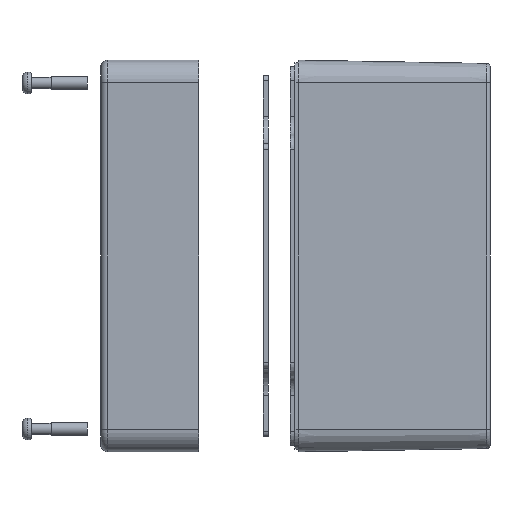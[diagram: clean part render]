
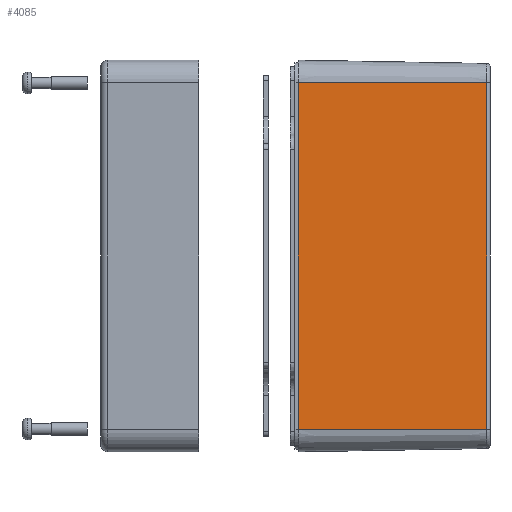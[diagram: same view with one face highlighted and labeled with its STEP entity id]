
A CAD part, left-side view. The second image highlights one B-rep face of the part: STEP entity #4085.
In plain terms, the highlighted planar face has unit normal (-1, -0.018, 0).
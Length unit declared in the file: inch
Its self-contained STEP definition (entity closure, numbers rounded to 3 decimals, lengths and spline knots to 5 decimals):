
#1746 = VERTEX_POINT ( 'NONE', #28775 ) ;
#2018 = CARTESIAN_POINT ( 'NONE',  ( -2.3622, 0., 2.08661 ) ) ;
#2153 = CARTESIAN_POINT ( 'NONE',  ( -2.3622, 0., -2.08661 ) ) ;
#2947 = ORIENTED_EDGE ( 'NONE', *, *, #22974, .T. ) ;
#4085 = ADVANCED_FACE ( 'NONE', ( #26702 ), #25861, .T. ) ;
#4371 = DIRECTION ( 'NONE',  ( -0.017, 1., 0. ) ) ;
#4498 = CARTESIAN_POINT ( 'NONE',  ( -2.32252, -2.27353, 2.08661 ) ) ;
#4506 = DIRECTION ( 'NONE',  ( 0., 0., 1. ) ) ;
#7527 = VECTOR ( 'NONE', #4506, 39.37008 ) ;
#7999 = ORIENTED_EDGE ( 'NONE', *, *, #22501, .F. ) ;
#8719 = VERTEX_POINT ( 'NONE', #11179 ) ;
#8974 = EDGE_CURVE ( 'NONE', #1746, #15654, #10583, .T. ) ;
#9342 = VECTOR ( 'NONE', #4371, 39.37008 ) ;
#10079 = LINE ( 'NONE', #2018, #9342 ) ;
#10583 = LINE ( 'NONE', #28499, #28551 ) ;
#11179 = CARTESIAN_POINT ( 'NONE',  ( -2.3622, 0., -2.08661 ) ) ;
#12743 = ORIENTED_EDGE ( 'NONE', *, *, #27748, .F. ) ;
#13156 = LINE ( 'NONE', #17602, #19382 ) ;
#13749 = LINE ( 'NONE', #2153, #7527 ) ;
#14489 = DIRECTION ( 'NONE',  ( 0., 0., 1. ) ) ;
#15249 = DIRECTION ( 'NONE',  ( -0.017, 1., 0. ) ) ;
#15654 = VERTEX_POINT ( 'NONE', #4498 ) ;
#17271 = EDGE_LOOP ( 'NONE', ( #12743, #28877, #2947, #7999 ) ) ;
#17602 = CARTESIAN_POINT ( 'NONE',  ( -2.3622, 0., -2.08661 ) ) ;
#19382 = VECTOR ( 'NONE', #15249, 39.37008 ) ;
#22501 = EDGE_CURVE ( 'NONE', #8719, #23994, #13749, .T. ) ;
#22974 = EDGE_CURVE ( 'NONE', #15654, #23994, #10079, .T. ) ;
#23994 = VERTEX_POINT ( 'NONE', #24781 ) ;
#24781 = CARTESIAN_POINT ( 'NONE',  ( -2.3622, 0., 2.08661 ) ) ;
#24984 = DIRECTION ( 'NONE',  ( 0.017, -1., 0. ) ) ;
#25053 = DIRECTION ( 'NONE',  ( -1., -0.017, 0. ) ) ;
#25221 = CARTESIAN_POINT ( 'NONE',  ( -2.3622, 0., 0. ) ) ;
#25861 = PLANE ( 'NONE',  #26296 ) ;
#26296 = AXIS2_PLACEMENT_3D ( 'NONE', #25221, #25053, #24984 ) ;
#26702 = FACE_OUTER_BOUND ( 'NONE', #17271, .T. ) ;
#27748 = EDGE_CURVE ( 'NONE', #1746, #8719, #13156, .T. ) ;
#28499 = CARTESIAN_POINT ( 'NONE',  ( -2.32252, -2.27353, 2.08661 ) ) ;
#28551 = VECTOR ( 'NONE', #14489, 39.37008 ) ;
#28775 = CARTESIAN_POINT ( 'NONE',  ( -2.32252, -2.27353, -2.08661 ) ) ;
#28877 = ORIENTED_EDGE ( 'NONE', *, *, #8974, .T. ) ;
